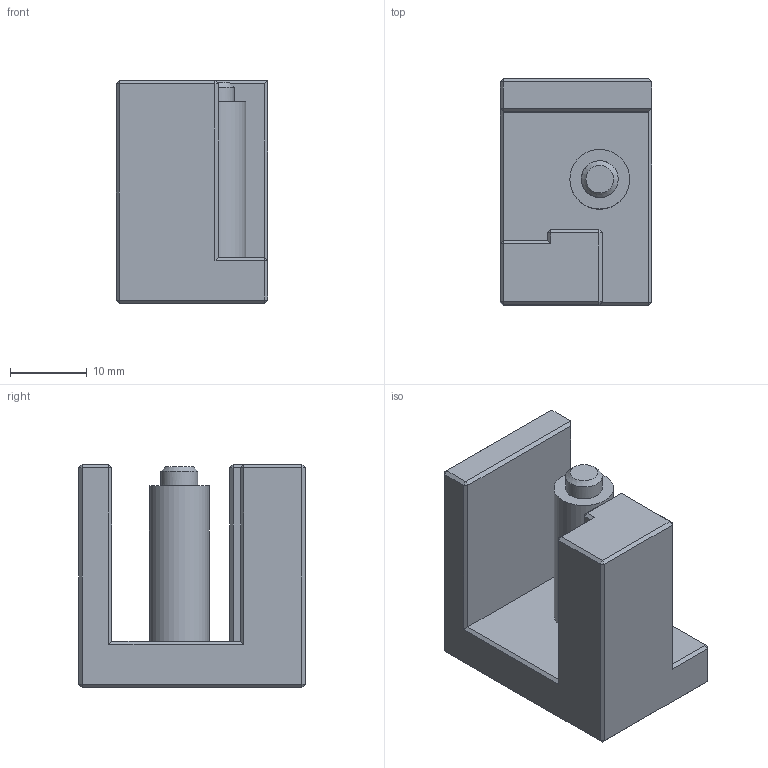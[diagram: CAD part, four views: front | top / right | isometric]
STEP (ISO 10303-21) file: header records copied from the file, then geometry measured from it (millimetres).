
FILE_DESCRIPTION(/* description */ (''),/* implementation_level */ '2;1');
FILE_NAME(/* name */ 'Filament Block Bearing Insert Tool.step',/* time_stamp */ '2023-12-15T01:25:33-05:00',/* author */ (''),/* organization */ (''),/* preprocessor_version */ 'ST-DEVELOPER v20',/* originating_system */ 'Autodesk Translation Framework v12.14.0.127',/* authorisation */ '');
FILE_SCHEMA (('AUTOMOTIVE_DESIGN { 1 0 10303 214 3 1 1 }'));
Length unit declared in the file: millimetre
Products named in the file (1): Filament Block Bearing Insert Tool
Bounding box: 19.8 x 29.5 x 29 mm (x, y, z)
Volume: 9234.4 mm3; surface area: 4349.1 mm2
Topology: 1 solids, 1 shells, 56 faces, 113 edges, 61 vertices
Faces by surface type: plane 53, cylinder 2, cone 1
Full cylindrical faces by diameter (mm): 4.8 x1, 7.8 x1
Entity records: 1443 total; most frequent: CARTESIAN_POINT 268, DIRECTION 229, ORIENTED_EDGE 226, EDGE_CURVE 113, LINE 107, VECTOR 107, VERTEX_POINT 61, AXIS2_PLACEMENT_3D 61
